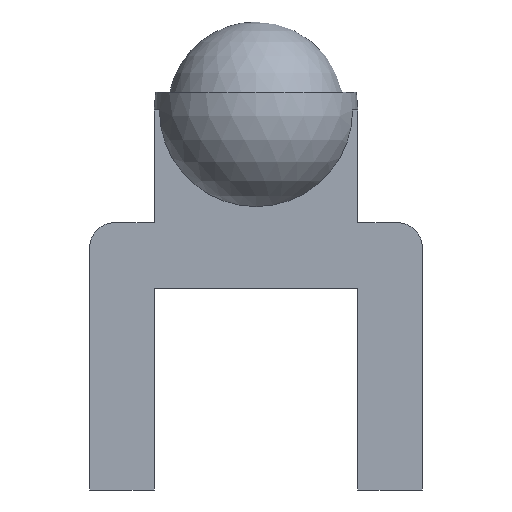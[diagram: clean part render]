
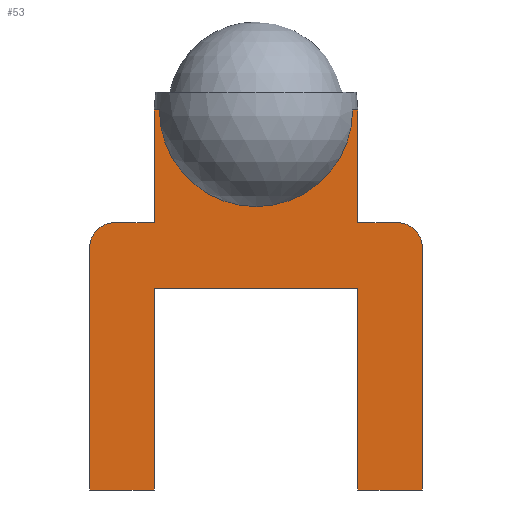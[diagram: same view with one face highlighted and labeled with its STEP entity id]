
A CAD part, left-side view. The second image highlights one B-rep face of the part: STEP entity #53.
In plain terms, the highlighted planar face has unit normal (-1, 0, 0).
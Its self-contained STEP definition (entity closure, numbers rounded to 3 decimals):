
#53=ADVANCED_FACE('',(#75),#77,.F.);
#75=FACE_BOUND('',#76,.T.);
#76=EDGE_LOOP('',(#233,#234,#235,#236,#237,#238,#239,#240,#241,#242,#243,#244,#245,
#246,#247,#248));
#77=PLANE('',#78);
#78=AXIS2_PLACEMENT_3D('',#79,#80,#81);
#79=CARTESIAN_POINT('',(0.,0.,0.));
#80=DIRECTION('',(1.,0.,0.));
#81=DIRECTION('',(0.,1.,0.));
#233=ORIENTED_EDGE('',*,*,#341,.F.);
#234=ORIENTED_EDGE('',*,*,#342,.F.);
#235=ORIENTED_EDGE('',*,*,#343,.F.);
#236=ORIENTED_EDGE('',*,*,#344,.F.);
#237=ORIENTED_EDGE('',*,*,#345,.F.);
#238=ORIENTED_EDGE('',*,*,#346,.F.);
#239=ORIENTED_EDGE('',*,*,#347,.F.);
#240=ORIENTED_EDGE('',*,*,#348,.F.);
#241=ORIENTED_EDGE('',*,*,#349,.F.);
#242=ORIENTED_EDGE('',*,*,#350,.F.);
#243=ORIENTED_EDGE('',*,*,#351,.F.);
#244=ORIENTED_EDGE('',*,*,#352,.F.);
#245=ORIENTED_EDGE('',*,*,#353,.F.);
#246=ORIENTED_EDGE('',*,*,#354,.F.);
#247=ORIENTED_EDGE('',*,*,#355,.F.);
#248=ORIENTED_EDGE('',*,*,#356,.F.);
#341=EDGE_CURVE('',#395,#396,#397,.F.);
#342=EDGE_CURVE('',#398,#395,#399,.T.);
#343=EDGE_CURVE('',#400,#398,#401,.T.);
#344=EDGE_CURVE('',#402,#400,#403,.T.);
#345=EDGE_CURVE('',#404,#402,#405,.T.);
#346=EDGE_CURVE('',#406,#404,#407,.T.);
#347=EDGE_CURVE('',#408,#406,#409,.T.);
#348=EDGE_CURVE('',#410,#408,#411,.T.);
#349=EDGE_CURVE('',#412,#410,#413,.T.);
#350=EDGE_CURVE('',#414,#412,#415,.T.);
#351=EDGE_CURVE('',#416,#414,#417,.T.);
#352=EDGE_CURVE('',#418,#416,#419,.T.);
#353=EDGE_CURVE('',#420,#418,#421,.T.);
#354=EDGE_CURVE('',#422,#420,#423,.T.);
#355=EDGE_CURVE('',#424,#422,#425,.T.);
#356=EDGE_CURVE('',#396,#424,#426,.T.);
#395=VERTEX_POINT('',#485);
#396=VERTEX_POINT('',#486);
#397=CIRCLE('',#487,11.524);
#398=VERTEX_POINT('',#491);
#399=LINE('',#492,#493);
#400=VERTEX_POINT('',#495);
#401=LINE('',#496,#497);
#402=VERTEX_POINT('',#499);
#403=LINE('',#500,#501);
#404=VERTEX_POINT('',#503);
#405=CIRCLE('',#504,3.);
#406=VERTEX_POINT('',#508);
#407=LINE('',#509,#510);
#408=VERTEX_POINT('',#512);
#409=LINE('',#513,#514);
#410=VERTEX_POINT('',#516);
#411=LINE('',#517,#518);
#412=VERTEX_POINT('',#520);
#413=LINE('',#521,#522);
#414=VERTEX_POINT('',#524);
#415=LINE('',#525,#526);
#416=VERTEX_POINT('',#528);
#417=LINE('',#529,#530);
#418=VERTEX_POINT('',#532);
#419=LINE('',#533,#534);
#420=VERTEX_POINT('',#536);
#421=CIRCLE('',#537,3.);
#422=VERTEX_POINT('',#541);
#423=LINE('',#542,#543);
#424=VERTEX_POINT('',#545);
#425=LINE('',#546,#547);
#426=LINE('',#549,#550);
#485=CARTESIAN_POINT('',(0.,2.77,25.484));
#486=CARTESIAN_POINT('',(0.,-20.278,25.484));
#487=AXIS2_PLACEMENT_3D('',#488,#489,#490);
#488=CARTESIAN_POINT('',(0.,-8.754,25.484));
#489=DIRECTION('',(1.,0.,0.));
#490=DIRECTION('',(0.,-1.,0.));
#491=CARTESIAN_POINT('',(0.,3.396,25.484));
#492=CARTESIAN_POINT('',(0.,3.396,25.484));
#493=VECTOR('',#494,1.);
#494=DIRECTION('',(0.,-1.,0.));
#495=CARTESIAN_POINT('',(0.,3.396,12.04));
#496=CARTESIAN_POINT('',(0.,3.396,12.04));
#497=VECTOR('',#498,1.);
#498=DIRECTION('',(0.,0.,1.));
#499=CARTESIAN_POINT('',(0.,8.096,12.04));
#500=CARTESIAN_POINT('',(0.,8.096,12.04));
#501=VECTOR('',#502,1.);
#502=DIRECTION('',(0.,-1.,0.));
#503=CARTESIAN_POINT('',(0.,11.096,9.04));
#504=AXIS2_PLACEMENT_3D('',#505,#506,#507);
#505=CARTESIAN_POINT('',(0.,8.096,9.04));
#506=DIRECTION('',(1.,0.,0.));
#507=DIRECTION('',(0.,1.,0.));
#508=CARTESIAN_POINT('',(0.,11.096,-19.86));
#509=CARTESIAN_POINT('',(0.,11.096,-19.86));
#510=VECTOR('',#511,1.);
#511=DIRECTION('',(0.,0.,1.));
#512=CARTESIAN_POINT('',(0.,3.396,-19.86));
#513=CARTESIAN_POINT('',(0.,3.396,-19.86));
#514=VECTOR('',#515,1.);
#515=DIRECTION('',(0.,1.,0.));
#516=CARTESIAN_POINT('',(0.,3.396,4.14));
#517=CARTESIAN_POINT('',(0.,3.396,4.14));
#518=VECTOR('',#519,1.);
#519=DIRECTION('',(0.,0.,-1.));
#520=CARTESIAN_POINT('',(0.,-20.904,4.14));
#521=CARTESIAN_POINT('',(0.,-20.904,4.14));
#522=VECTOR('',#523,1.);
#523=DIRECTION('',(0.,1.,0.));
#524=CARTESIAN_POINT('',(0.,-20.904,-19.86));
#525=CARTESIAN_POINT('',(0.,-20.904,-19.86));
#526=VECTOR('',#527,1.);
#527=DIRECTION('',(0.,0.,1.));
#528=CARTESIAN_POINT('',(0.,-28.604,-19.86));
#529=CARTESIAN_POINT('',(0.,-28.604,-19.86));
#530=VECTOR('',#531,1.);
#531=DIRECTION('',(0.,1.,0.));
#532=CARTESIAN_POINT('',(0.,-28.604,9.04));
#533=CARTESIAN_POINT('',(0.,-28.604,9.04));
#534=VECTOR('',#535,1.);
#535=DIRECTION('',(0.,0.,-1.));
#536=CARTESIAN_POINT('',(0.,-25.604,12.04));
#537=AXIS2_PLACEMENT_3D('',#538,#539,#540);
#538=CARTESIAN_POINT('',(0.,-25.604,9.04));
#539=DIRECTION('',(1.,0.,0.));
#540=DIRECTION('',(0.,0.,1.));
#541=CARTESIAN_POINT('',(0.,-20.904,12.04));
#542=CARTESIAN_POINT('',(0.,-20.904,12.04));
#543=VECTOR('',#544,1.);
#544=DIRECTION('',(0.,-1.,0.));
#545=CARTESIAN_POINT('',(0.,-20.904,25.484));
#546=CARTESIAN_POINT('',(0.,-20.904,25.484));
#547=VECTOR('',#548,1.);
#548=DIRECTION('',(0.,0.,-1.));
#549=CARTESIAN_POINT('',(0.,-20.278,25.484));
#550=VECTOR('',#551,1.);
#551=DIRECTION('',(0.,-1.,0.));
